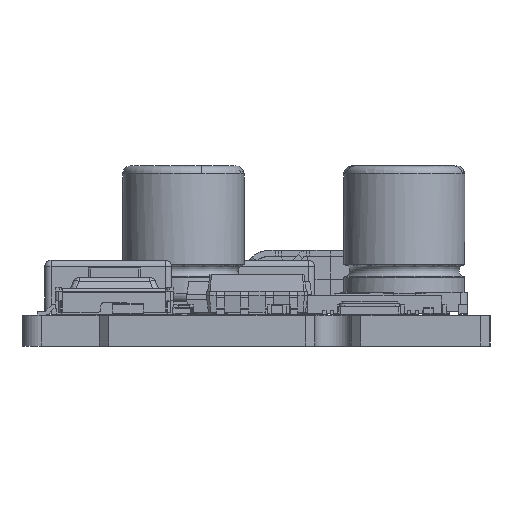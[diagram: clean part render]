
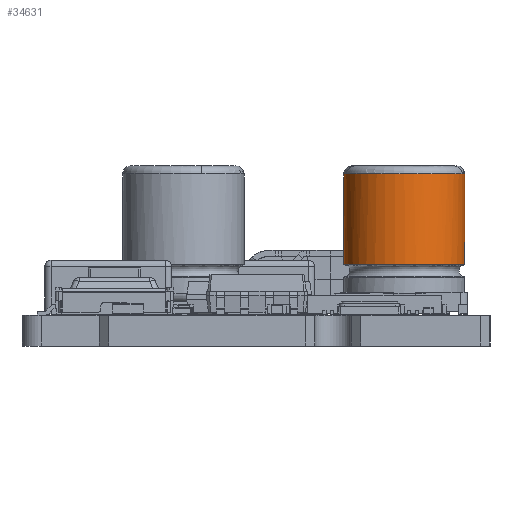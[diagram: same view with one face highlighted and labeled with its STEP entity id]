
A CAD part, left-side view. The second image highlights one B-rep face of the part: STEP entity #34631.
In plain terms, the highlighted cylindrical face has radius 3.15 mm (diameter 6.3 mm), a full revolution.
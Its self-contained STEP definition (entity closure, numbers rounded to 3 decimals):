
#34297 = VERTEX_POINT('',#34298);
#34298 = CARTESIAN_POINT('',(-3.15,0.,2.593));
#34304 = EDGE_CURVE('',#34297,#34297,#34305,.T.);
#34305 = ( BOUNDED_CURVE() B_SPLINE_CURVE(13,(#34306,#34307,#34308,
    #34309,#34310,#34311,#34312,#34313,#34314,#34315,#34316,#34317,
#34318,#34319),.UNSPECIFIED.,.T.,.F.) B_SPLINE_CURVE_WITH_KNOTS((1,13,13
    ,1),(-19.792,0.,19.792,
39.584),.UNSPECIFIED.) CURVE() GEOMETRIC_REPRESENTATION_ITEM() 
RATIONAL_B_SPLINE_CURVE((1.,1.,1.,1.,
    1.,1.,1.,1.,
    1.,1.,1.,1.,1.,1.)) 
REPRESENTATION_ITEM('') );
#34306 = CARTESIAN_POINT('',(-3.15,0.,2.593));
#34307 = CARTESIAN_POINT('',(-3.15,1.5,
    2.593));
#34308 = CARTESIAN_POINT('',(-2.375,3.035,
    2.593));
#34309 = CARTESIAN_POINT('',(-0.779,4.133,
    2.593));
#34310 = CARTESIAN_POINT('',(1.417,4.302,
    2.593));
#34311 = CARTESIAN_POINT('',(3.314,3.132,
    2.593));
#34312 = CARTESIAN_POINT('',(4.706,1.424,
    2.593));
#34313 = CARTESIAN_POINT('',(4.706,-1.424,
    2.593));
#34314 = CARTESIAN_POINT('',(3.314,-3.132,
    2.593));
#34315 = CARTESIAN_POINT('',(1.417,-4.302,
    2.593));
#34316 = CARTESIAN_POINT('',(-0.779,-4.133,
    2.593));
#34317 = CARTESIAN_POINT('',(-2.375,-3.035,
    2.593));
#34318 = CARTESIAN_POINT('',(-3.15,-1.5,2.593));
#34319 = CARTESIAN_POINT('',(-3.15,0.,2.593));
#34631 = ADVANCED_FACE('',(#34632),#34678,.T.);
#34632 = FACE_BOUND('',#34633,.T.);
#34633 = EDGE_LOOP('',(#34634,#34635,#34643,#34652,#34661,#34670,#34677)
  );
#34634 = ORIENTED_EDGE('',*,*,#34304,.F.);
#34635 = ORIENTED_EDGE('',*,*,#34636,.T.);
#34636 = EDGE_CURVE('',#34297,#34637,#34639,.T.);
#34637 = VERTEX_POINT('',#34638);
#34638 = CARTESIAN_POINT('',(-3.15,0.,7.28));
#34639 = LINE('',#34640,#34641);
#34640 = CARTESIAN_POINT('',(-3.15,0.,2.563));
#34641 = VECTOR('',#34642,1.);
#34642 = DIRECTION('',(0.,0.,1.));
#34643 = ORIENTED_EDGE('',*,*,#34644,.T.);
#34644 = EDGE_CURVE('',#34637,#34645,#34647,.T.);
#34645 = VERTEX_POINT('',#34646);
#34646 = CARTESIAN_POINT('',(0.945,3.005,7.28));
#34647 = CIRCLE('',#34648,3.15);
#34648 = AXIS2_PLACEMENT_3D('',#34649,#34650,#34651);
#34649 = CARTESIAN_POINT('',(0.,0.,7.28));
#34650 = DIRECTION('',(0.,0.,-1.));
#34651 = DIRECTION('',(-1.,0.,0.));
#34652 = ORIENTED_EDGE('',*,*,#34653,.T.);
#34653 = EDGE_CURVE('',#34645,#34654,#34656,.T.);
#34654 = VERTEX_POINT('',#34655);
#34655 = CARTESIAN_POINT('',(3.15,0.,7.28));
#34656 = CIRCLE('',#34657,3.15);
#34657 = AXIS2_PLACEMENT_3D('',#34658,#34659,#34660);
#34658 = CARTESIAN_POINT('',(0.,0.,7.28));
#34659 = DIRECTION('',(0.,0.,-1.));
#34660 = DIRECTION('',(-1.,0.,0.));
#34661 = ORIENTED_EDGE('',*,*,#34662,.T.);
#34662 = EDGE_CURVE('',#34654,#34663,#34665,.T.);
#34663 = VERTEX_POINT('',#34664);
#34664 = CARTESIAN_POINT('',(0.945,-3.005,7.28));
#34665 = CIRCLE('',#34666,3.15);
#34666 = AXIS2_PLACEMENT_3D('',#34667,#34668,#34669);
#34667 = CARTESIAN_POINT('',(0.,0.,7.28));
#34668 = DIRECTION('',(0.,0.,-1.));
#34669 = DIRECTION('',(-1.,0.,0.));
#34670 = ORIENTED_EDGE('',*,*,#34671,.T.);
#34671 = EDGE_CURVE('',#34663,#34637,#34672,.T.);
#34672 = CIRCLE('',#34673,3.15);
#34673 = AXIS2_PLACEMENT_3D('',#34674,#34675,#34676);
#34674 = CARTESIAN_POINT('',(0.,0.,7.28));
#34675 = DIRECTION('',(0.,0.,-1.));
#34676 = DIRECTION('',(-1.,0.,0.));
#34677 = ORIENTED_EDGE('',*,*,#34636,.F.);
#34678 = CYLINDRICAL_SURFACE('',#34679,3.15);
#34679 = AXIS2_PLACEMENT_3D('',#34680,#34681,#34682);
#34680 = CARTESIAN_POINT('',(0.,0.,2.563));
#34681 = DIRECTION('',(0.,0.,1.));
#34682 = DIRECTION('',(-1.,0.,0.));
